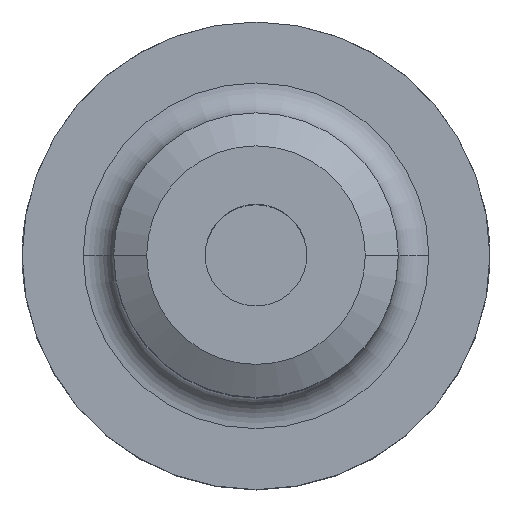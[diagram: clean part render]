
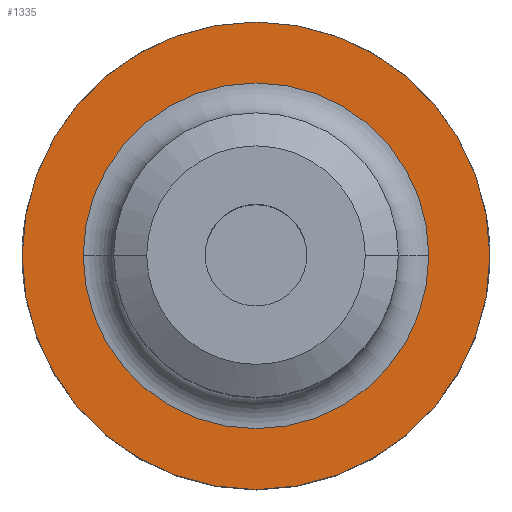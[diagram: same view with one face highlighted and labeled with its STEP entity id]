
A CAD part, top view. The second image highlights one B-rep face of the part: STEP entity #1335.
In plain terms, the highlighted planar face has unit normal (0, 0, 1).
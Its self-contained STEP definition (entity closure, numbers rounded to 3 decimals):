
#14 = CARTESIAN_POINT ( 'NONE',  ( 0., 0., 22. ) ) ;
#123 = VERTEX_POINT ( 'NONE', #942 ) ;
#139 = DIRECTION ( 'NONE',  ( -1., 0., 0. ) ) ;
#195 = DIRECTION ( 'NONE',  ( -1., 0., 0. ) ) ;
#217 = CARTESIAN_POINT ( 'NONE',  ( -17., 0., 22. ) ) ;
#293 = AXIS2_PLACEMENT_3D ( 'NONE', #1067, #1275, #667 ) ;
#302 = VERTEX_POINT ( 'NONE', #217 ) ;
#344 = CARTESIAN_POINT ( 'NONE',  ( -23., 0., 22. ) ) ;
#350 = CIRCLE ( 'NONE', #412, 23. ) ;
#390 = ORIENTED_EDGE ( 'NONE', *, *, #1251, .T. ) ;
#405 = CIRCLE ( 'NONE', #931, 17. ) ;
#409 = EDGE_LOOP ( 'NONE', ( #1413, #390 ) ) ;
#412 = AXIS2_PLACEMENT_3D ( 'NONE', #579, #1007, #813 ) ;
#436 = EDGE_LOOP ( 'NONE', ( #569, #612 ) ) ;
#569 = ORIENTED_EDGE ( 'NONE', *, *, #824, .F. ) ;
#579 = CARTESIAN_POINT ( 'NONE',  ( 0., 0., 22. ) ) ;
#612 = ORIENTED_EDGE ( 'NONE', *, *, #1786, .F. ) ;
#647 = CIRCLE ( 'NONE', #1200, 23. ) ;
#667 = DIRECTION ( 'NONE',  ( -1., 0., 0. ) ) ;
#738 = AXIS2_PLACEMENT_3D ( 'NONE', #1152, #1024, #1852 ) ;
#813 = DIRECTION ( 'NONE',  ( -1., 0., 0. ) ) ;
#824 = EDGE_CURVE ( 'NONE', #857, #123, #647, .T. ) ;
#857 = VERTEX_POINT ( 'NONE', #344 ) ;
#922 = FACE_BOUND ( 'NONE', #409, .T. ) ;
#931 = AXIS2_PLACEMENT_3D ( 'NONE', #1808, #1512, #195 ) ;
#942 = CARTESIAN_POINT ( 'NONE',  ( 23., 0., 22. ) ) ;
#1007 = DIRECTION ( 'NONE',  ( 0., 0., -1. ) ) ;
#1024 = DIRECTION ( 'NONE',  ( 0., 0., -1. ) ) ;
#1067 = CARTESIAN_POINT ( 'NONE',  ( 0., 0., 22. ) ) ;
#1152 = CARTESIAN_POINT ( 'NONE',  ( 0., 0., 22. ) ) ;
#1177 = DIRECTION ( 'NONE',  ( 0., 0., -1. ) ) ;
#1200 = AXIS2_PLACEMENT_3D ( 'NONE', #14, #1177, #139 ) ;
#1216 = VERTEX_POINT ( 'NONE', #1344 ) ;
#1251 = EDGE_CURVE ( 'NONE', #1216, #302, #405, .T. ) ;
#1275 = DIRECTION ( 'NONE',  ( 0., 0., -1. ) ) ;
#1285 = CIRCLE ( 'NONE', #738, 17. ) ;
#1335 = ADVANCED_FACE ( 'NONE', ( #922, #1706 ), #1405, .F. ) ;
#1344 = CARTESIAN_POINT ( 'NONE',  ( 17., 0., 22. ) ) ;
#1405 = PLANE ( 'NONE',  #293 ) ;
#1413 = ORIENTED_EDGE ( 'NONE', *, *, #1607, .T. ) ;
#1512 = DIRECTION ( 'NONE',  ( 0., 0., -1. ) ) ;
#1607 = EDGE_CURVE ( 'NONE', #302, #1216, #1285, .T. ) ;
#1706 = FACE_OUTER_BOUND ( 'NONE', #436, .T. ) ;
#1786 = EDGE_CURVE ( 'NONE', #123, #857, #350, .T. ) ;
#1808 = CARTESIAN_POINT ( 'NONE',  ( 0., 0., 22. ) ) ;
#1852 = DIRECTION ( 'NONE',  ( -1., 0., 0. ) ) ;
